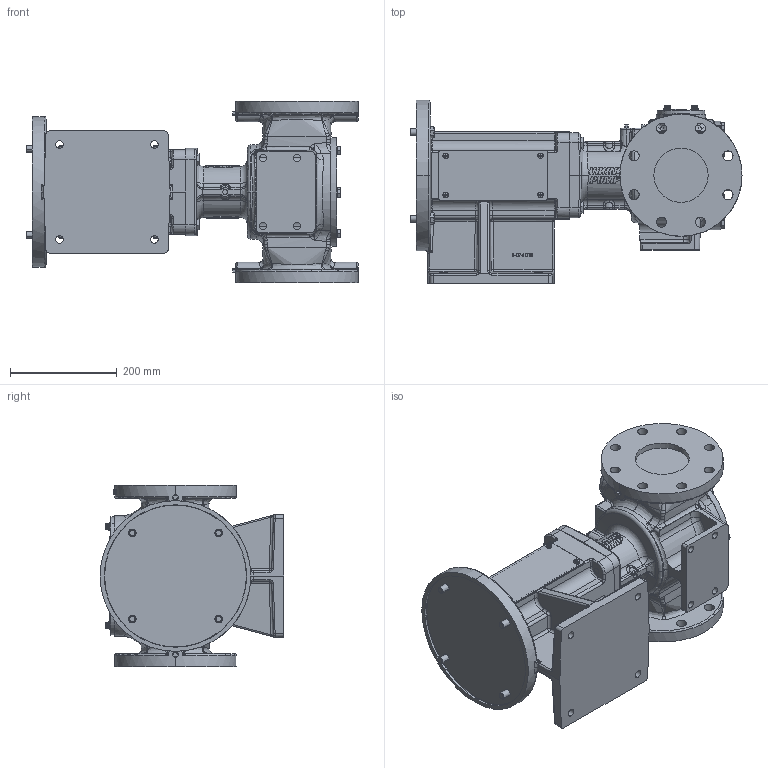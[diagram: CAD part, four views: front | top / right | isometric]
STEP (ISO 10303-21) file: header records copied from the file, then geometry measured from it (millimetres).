
FILE_DESCRIPTION (( 'STEP AP214' ), '1' );
FILE_NAME ('KE4195-M_(284-286TC).STEP', '2017-02-27T17:48:50', ( '' ), ( '' ), 'SwSTEP 2.0', 'SolidWorks 2016', '' );
FILE_SCHEMA (( 'AUTOMOTIVE_DESIGN' ));
Length unit declared in the file: inch
Products named in the file (2): KE4195-M_(284-286TC)
Bounding box: 622.08 x 344.42 x 339.85 mm (x, y, z)
Volume: 19957706.9 mm3; surface area: 1035241.7 mm2
Topology: 1 solids, 6 shells, 2590 faces, 6600 edges, 4098 vertices
Faces by surface type: plane 922, bspline 765, cylinder 572, cone 175, torus 94, sphere 62
Entity records: 177836 total; most frequent: CARTESIAN_POINT 106865, ORIENTED_EDGE 13080, DIRECTION 9367, EDGE_CURVE 6540, VERTEX_POINT 4098, AXIS2_PLACEMENT_3D 3521, EDGE_LOOP 2792, ADVANCED_FACE 2590
